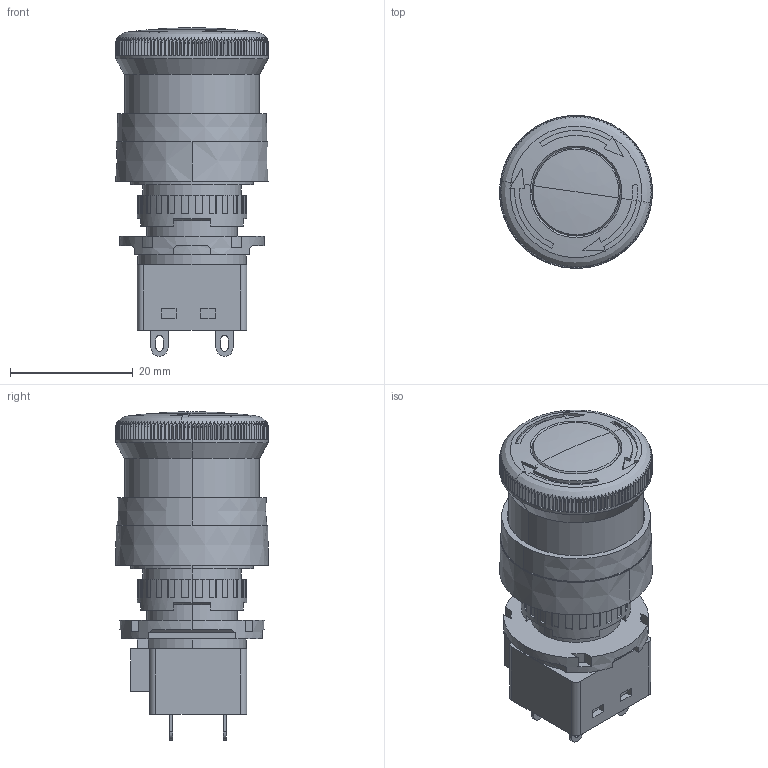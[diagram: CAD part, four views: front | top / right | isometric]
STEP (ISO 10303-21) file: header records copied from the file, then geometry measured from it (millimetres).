
FILE_DESCRIPTION (( 'STEP AP203' ), '1' );
FILE_NAME ('OUTSIDE-HA1E-V2S.STEP', '2014-09-05T09:47:58', ( 'IDEC' ), ( '' ), 'SwSTEP 2.0', 'SolidWorks 2012', '' );
FILE_SCHEMA (( 'CONFIG_CONTROL_DESIGN' ));
Length unit declared in the file: millimetre
Products named in the file (4): OUTSIDE-HA1E-V2S; OUTSIDE_HA1E-S2; OUTSIDE_H6-LOCK-NUT; OUTSIDE_HA1E-BODY
Assembly tree (3 placements, depth 2):
  OUTSIDE-HA1E-V2S
    OUTSIDE_HA1E-BODY
    OUTSIDE_H6-LOCK-NUT
    OUTSIDE_HA1E-S2
Bounding box: 24.9 x 24.9 x 53.5 mm (x, y, z)
Volume: 18260.4 mm3; surface area: 6889.5 mm2
Topology: 3 solids, 3 shells, 671 faces, 1705 edges, 1043 vertices
Faces by surface type: plane 561, cylinder 82, cone 16, bspline 12
Entity records: 21090 total; most frequent: CARTESIAN_POINT 4961, ORIENTED_EDGE 3386, DIRECTION 3133, EDGE_CURVE 1693, AXIS2_PLACEMENT_3D 1067, VERTEX_POINT 1043, LINE 999, VECTOR 999
